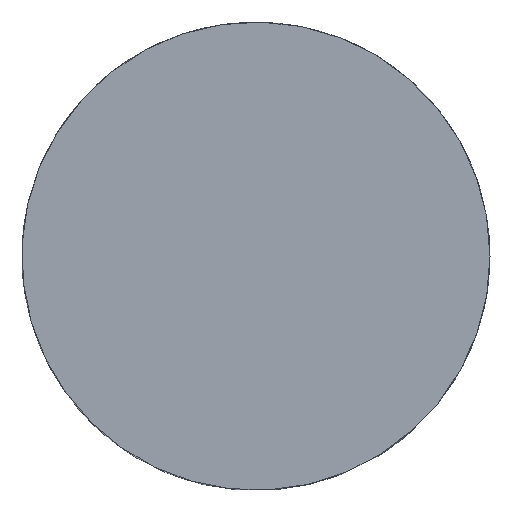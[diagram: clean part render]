
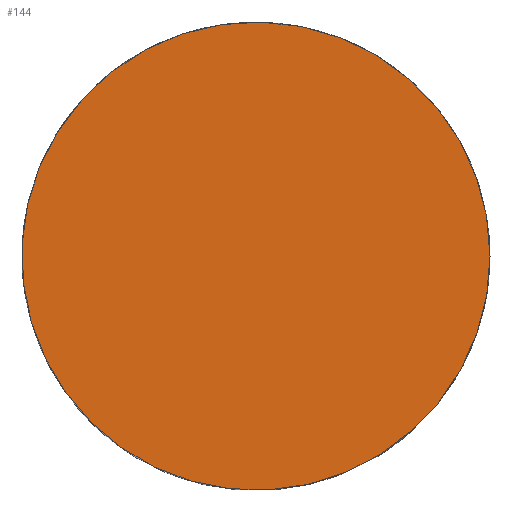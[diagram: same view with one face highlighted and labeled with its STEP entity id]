
A CAD part, top view. The second image highlights one B-rep face of the part: STEP entity #144.
In plain terms, the highlighted planar face has unit normal (0, 0, 1).
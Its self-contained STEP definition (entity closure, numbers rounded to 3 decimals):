
#144=ADVANCED_FACE('240[2]',(#388),#389,.T.);
#322=EDGE_CURVE('240[2]',#623,#623,#624,.T.);
#388=FACE_OUTER_BOUND('',#705,.T.);
#389=PLANE('',#706);
#623=VERTEX_POINT('',#1139);
#624=CIRCLE('',#1140,31.5);
#705=EDGE_LOOP('',(#1193));
#706=AXIS2_PLACEMENT_3D('',#1194,#1195,#1196);
#1139=CARTESIAN_POINT('',(31.5,0.,0.));
#1140=AXIS2_PLACEMENT_3D('',#1495,#1496,#1497);
#1193=ORIENTED_EDGE('',*,*,#322,.F.);
#1194=CARTESIAN_POINT('',(-2.864,0.,0.0));
#1195=DIRECTION('',(0.0,0.0,1.0));
#1196=DIRECTION('',(-1.0,0.,0.0));
#1495=CARTESIAN_POINT('',(0.0,0.0,0.0));
#1496=DIRECTION('',(0.0,0.0,-1.0));
#1497=DIRECTION('',(-1.0,0.,0.0));
